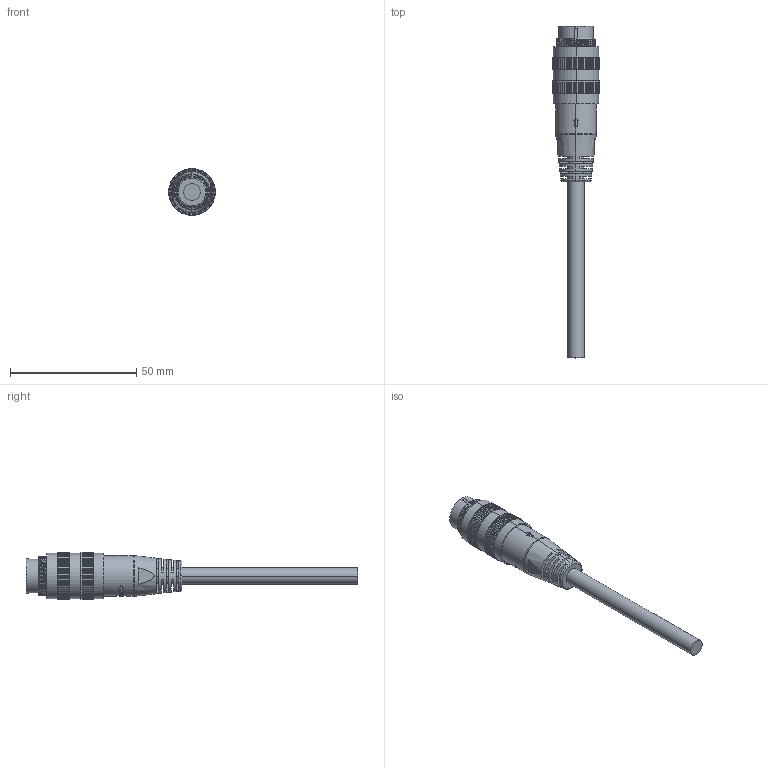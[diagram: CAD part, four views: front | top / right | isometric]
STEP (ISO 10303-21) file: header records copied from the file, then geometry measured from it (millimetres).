
FILE_DESCRIPTION (( 'STEP AP203' ), '1' );
FILE_NAME ('P293.STEP', '2020-04-01T03:06:46', ( 'edpusr' ), ( 'Microsoft' ), 'SwSTEP 2.0', 'SolidWorks 2015', '' );
FILE_SCHEMA (( 'CONFIG_CONTROL_DESIGN' ));
Length unit declared in the file: millimetre
Products named in the file (1): P293
Bounding box: 18.5 x 131.65 x 18.5 mm (x, y, z)
Volume: 13594.2 mm3; surface area: 9404.5 mm2
Topology: 3 solids, 5 shells, 1066 faces, 3041 edges, 2018 vertices
Faces by surface type: plane 663, cylinder 345, bspline 42, cone 16
Entity records: 38454 total; most frequent: CARTESIAN_POINT 11728, ORIENTED_EDGE 6058, DIRECTION 5211, EDGE_CURVE 3029, VERTEX_POINT 2018, AXIS2_PLACEMENT_3D 1789, VECTOR 1633, LINE 1633
